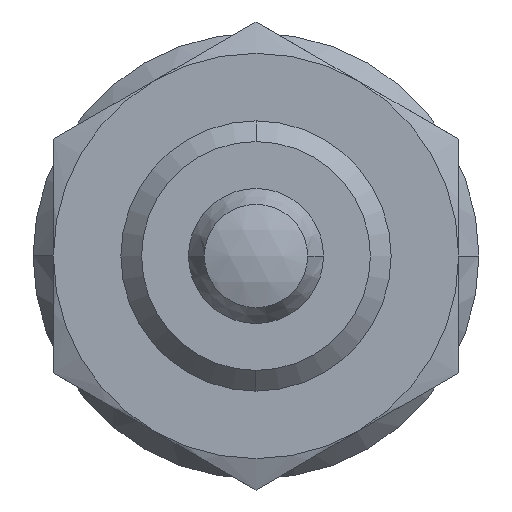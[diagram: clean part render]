
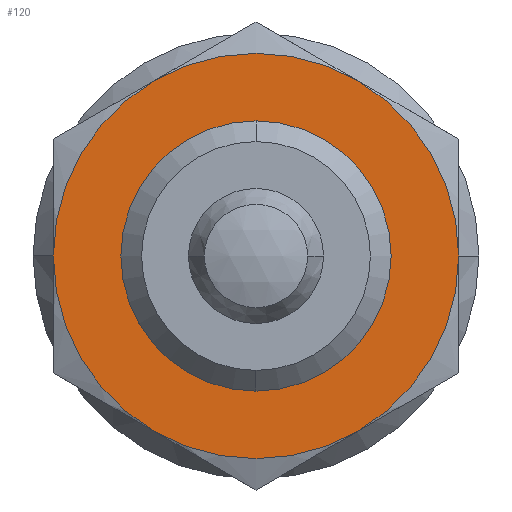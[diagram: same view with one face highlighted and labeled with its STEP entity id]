
A CAD part, front view. The second image highlights one B-rep face of the part: STEP entity #120.
In plain terms, the highlighted planar face has unit normal (0, -1, 0).
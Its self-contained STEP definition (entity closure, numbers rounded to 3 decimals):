
#120 = ADVANCED_FACE( '', ( #238, #239 ), #240, .T. );
#238 = FACE_OUTER_BOUND( '', #393, .T. );
#239 = FACE_BOUND( '', #394, .T. );
#240 = PLANE( '', #395 );
#393 = EDGE_LOOP( '', ( #788, #789, #790, #791, #792, #793 ) );
#394 = EDGE_LOOP( '', ( #794, #795 ) );
#395 = AXIS2_PLACEMENT_3D( '', #796, #797, #798 );
#788 = ORIENTED_EDGE( '', *, *, #1142, .F. );
#789 = ORIENTED_EDGE( '', *, *, #1143, .F. );
#790 = ORIENTED_EDGE( '', *, *, #1144, .F. );
#791 = ORIENTED_EDGE( '', *, *, #1145, .F. );
#792 = ORIENTED_EDGE( '', *, *, #1146, .F. );
#793 = ORIENTED_EDGE( '', *, *, #1147, .F. );
#794 = ORIENTED_EDGE( '', *, *, #1030, .F. );
#795 = ORIENTED_EDGE( '', *, *, #1154, .F. );
#796 = CARTESIAN_POINT( '', ( 7.5, -17., 0. ) );
#797 = DIRECTION( '', ( 0., -1., 0. ) );
#798 = DIRECTION( '', ( -1., 0., 0. ) );
#1030 = EDGE_CURVE( '', #1239, #1237, #1241, .T. );
#1142 = EDGE_CURVE( '', #1422, #1413, #1437, .T. );
#1143 = EDGE_CURVE( '', #1431, #1422, #1438, .T. );
#1144 = EDGE_CURVE( '', #1384, #1431, #1439, .T. );
#1145 = EDGE_CURVE( '', #1407, #1384, #1440, .T. );
#1146 = EDGE_CURVE( '', #1396, #1407, #1441, .T. );
#1147 = EDGE_CURVE( '', #1413, #1396, #1442, .T. );
#1154 = EDGE_CURVE( '', #1237, #1239, #1449, .T. );
#1237 = VERTEX_POINT( '', #1512 );
#1239 = VERTEX_POINT( '', #1515 );
#1241 = CIRCLE( '', #1518, 10. );
#1384 = VERTEX_POINT( '', #1923 );
#1396 = VERTEX_POINT( '', #1973 );
#1407 = VERTEX_POINT( '', #2022 );
#1413 = VERTEX_POINT( '', #2064 );
#1422 = VERTEX_POINT( '', #2110 );
#1431 = VERTEX_POINT( '', #2156 );
#1437 = CIRCLE( '', #2198, 15. );
#1438 = CIRCLE( '', #2199, 15. );
#1439 = CIRCLE( '', #2200, 15. );
#1440 = CIRCLE( '', #2201, 15. );
#1441 = CIRCLE( '', #2202, 15. );
#1442 = CIRCLE( '', #2203, 15. );
#1449 = CIRCLE( '', #2210, 10. );
#1512 = CARTESIAN_POINT( '', ( 0., -17., -10. ) );
#1515 = CARTESIAN_POINT( '', ( 0., -17., 10. ) );
#1518 = AXIS2_PLACEMENT_3D( '', #2414, #2415, #2416 );
#1923 = CARTESIAN_POINT( '', ( -7.5, -17., 12.99 ) );
#1973 = CARTESIAN_POINT( '', ( -7.5, -17., -12.99 ) );
#2022 = CARTESIAN_POINT( '', ( -15., -17., 0. ) );
#2064 = CARTESIAN_POINT( '', ( 7.5, -17., -12.99 ) );
#2110 = CARTESIAN_POINT( '', ( 15., -17., 0. ) );
#2156 = CARTESIAN_POINT( '', ( 7.5, -17., 12.99 ) );
#2198 = AXIS2_PLACEMENT_3D( '', #2552, #2553, #2554 );
#2199 = AXIS2_PLACEMENT_3D( '', #2555, #2556, #2557 );
#2200 = AXIS2_PLACEMENT_3D( '', #2558, #2559, #2560 );
#2201 = AXIS2_PLACEMENT_3D( '', #2561, #2562, #2563 );
#2202 = AXIS2_PLACEMENT_3D( '', #2564, #2565, #2566 );
#2203 = AXIS2_PLACEMENT_3D( '', #2567, #2568, #2569 );
#2210 = AXIS2_PLACEMENT_3D( '', #2588, #2589, #2590 );
#2414 = CARTESIAN_POINT( '', ( 0., -17., 0. ) );
#2415 = DIRECTION( '', ( 0., -1., 0. ) );
#2416 = DIRECTION( '', ( 0., 0., -1. ) );
#2552 = CARTESIAN_POINT( '', ( 0., -17., 0. ) );
#2553 = DIRECTION( '', ( 0., 1., 0. ) );
#2554 = DIRECTION( '', ( 1., 0., 0. ) );
#2555 = CARTESIAN_POINT( '', ( 0., -17., 0. ) );
#2556 = DIRECTION( '', ( 0., 1., 0. ) );
#2557 = DIRECTION( '', ( 1., 0., 0. ) );
#2558 = CARTESIAN_POINT( '', ( 0., -17., 0. ) );
#2559 = DIRECTION( '', ( 0., 1., 0. ) );
#2560 = DIRECTION( '', ( 1., 0., 0. ) );
#2561 = CARTESIAN_POINT( '', ( 0., -17., 0. ) );
#2562 = DIRECTION( '', ( 0., 1., 0. ) );
#2563 = DIRECTION( '', ( 1., 0., 0. ) );
#2564 = CARTESIAN_POINT( '', ( 0., -17., 0. ) );
#2565 = DIRECTION( '', ( 0., 1., 0. ) );
#2566 = DIRECTION( '', ( 1., 0., 0. ) );
#2567 = CARTESIAN_POINT( '', ( 0., -17., 0. ) );
#2568 = DIRECTION( '', ( 0., 1., 0. ) );
#2569 = DIRECTION( '', ( 1., 0., 0. ) );
#2588 = CARTESIAN_POINT( '', ( 0., -17., 0. ) );
#2589 = DIRECTION( '', ( 0., -1., 0. ) );
#2590 = DIRECTION( '', ( 0., 0., -1. ) );
